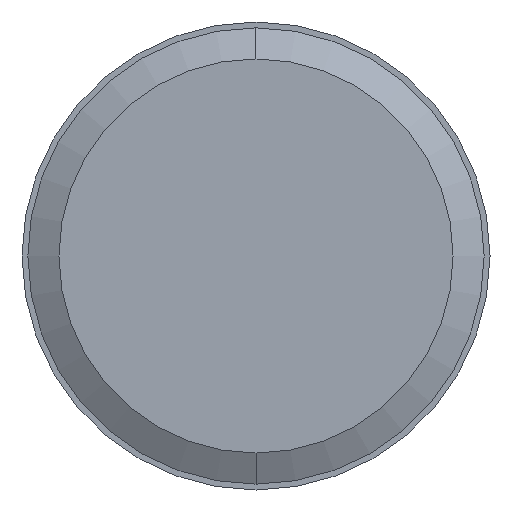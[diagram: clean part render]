
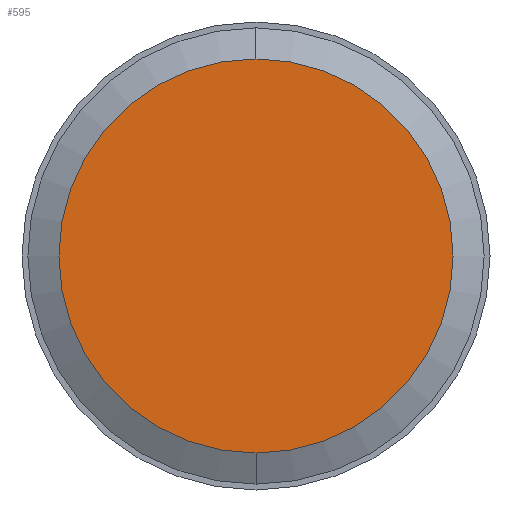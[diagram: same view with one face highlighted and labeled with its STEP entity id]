
A CAD part, left-side view. The second image highlights one B-rep face of the part: STEP entity #595.
In plain terms, the highlighted planar face has unit normal (-1, 0, 0).
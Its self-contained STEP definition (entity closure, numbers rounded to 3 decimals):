
#575=CARTESIAN_POINT('POINT25361',(-10.051,0.,
   12.));
#576=VERTEX_POINT('VERTEX25361',#575);
#577=CARTESIAN_POINT('POINT25362',(-10.051,0.
   ,-12.));
#578=VERTEX_POINT('VERTEX25362',#577);
#579=CARTESIAN_POINT('POS39780',(-10.051,0.,
   0.));
#580=DIRECTION('DIR59311',(1.,0.,0.));
#581=DIRECTION('DIR59312',(0.,0.,
   1.));
#582=AXIS2_PLACEMENT_3D('AXIS19532',#579,#580,#581);
#583=CIRCLE('ELLIPSE9151',#582,12.);
#584=EDGE_CURVE('EDGE38599',#576,#578,#583,.T.);
#585=ORIENTED_EDGE('COEDGE77177',*,*,#584,.F.);
#586=EDGE_CURVE('EDGE38600',#578,#576,#583,.T.);
#587=ORIENTED_EDGE('COEDGE77178',*,*,#586,.F.);
#588=EDGE_LOOP('NONE',(#585,#587));
#589=FACE_BOUND('LOOP1',#588,.T.);
#590=CARTESIAN_POINT('POS39781',(-10.051,0.,
   6.));
#591=DIRECTION('DIR59313',(-1.,0.,0.));
#592=DIRECTION('DIR59314',(0.,1.,0.));
#593=AXIS2_PLACEMENT_3D('AXIS19533',#590,#591,#592);
#594=PLANE('PLANE6677',#593);
#595=ADVANCED_FACE('FACE14727',(#589),#594,.T.);
